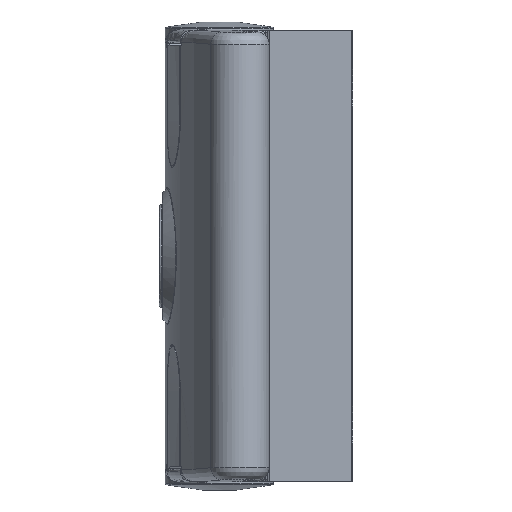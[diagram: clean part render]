
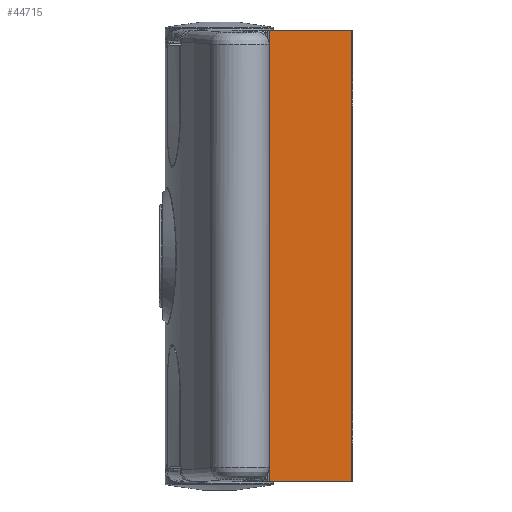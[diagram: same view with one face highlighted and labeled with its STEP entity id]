
A CAD part, left-side view. The second image highlights one B-rep face of the part: STEP entity #44715.
In plain terms, the highlighted planar face has unit normal (-1, 0, 0).
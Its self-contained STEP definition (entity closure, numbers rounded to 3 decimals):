
#355=PLANE($,#48965);
#2457=LINE($,#89721,#5584);
#2461=LINE($,#89736,#5588);
#2462=LINE($,#89738,#5589);
#2463=LINE($,#89740,#5590);
#2464=LINE($,#89742,#5591);
#2465=LINE($,#89744,#5592);
#2466=LINE($,#89745,#5593);
#2467=LINE($,#89746,#5594);
#5584=VECTOR($,#58494,13.7);
#5588=VECTOR($,#58506,13.7);
#5589=VECTOR($,#58507,6.3);
#5590=VECTOR($,#58508,7.7);
#5591=VECTOR($,#58509,62.4);
#5592=VECTOR($,#58510,7.7);
#5593=VECTOR($,#58511,6.3);
#5594=VECTOR($,#58512,75.);
#11875=FACE_OUTER_BOUND($,#14723,.T.);
#14723=EDGE_LOOP($,(#36864,#36865,#36866,#36867,#36868,#36869,#36870,#36871));
#20786=VERTEX_POINT($,#89718);
#20787=VERTEX_POINT($,#89720);
#20793=VERTEX_POINT($,#89734);
#20794=VERTEX_POINT($,#89735);
#20795=VERTEX_POINT($,#89737);
#20796=VERTEX_POINT($,#89739);
#20797=VERTEX_POINT($,#89741);
#20798=VERTEX_POINT($,#89743);
#26430=EDGE_CURVE($,#20787,#20786,#2457,.T.);
#26437=EDGE_CURVE($,#20793,#20794,#2461,.T.);
#26438=EDGE_CURVE($,#20793,#20795,#2462,.T.);
#26439=EDGE_CURVE($,#20795,#20796,#2463,.T.);
#26440=EDGE_CURVE($,#20796,#20797,#2464,.T.);
#26441=EDGE_CURVE($,#20797,#20798,#2465,.T.);
#26442=EDGE_CURVE($,#20798,#20787,#2466,.T.);
#26443=EDGE_CURVE($,#20786,#20794,#2467,.T.);
#36864=ORIENTED_EDGE($,*,*,#26437,.F.);
#36865=ORIENTED_EDGE($,*,*,#26438,.T.);
#36866=ORIENTED_EDGE($,*,*,#26439,.T.);
#36867=ORIENTED_EDGE($,*,*,#26440,.T.);
#36868=ORIENTED_EDGE($,*,*,#26441,.T.);
#36869=ORIENTED_EDGE($,*,*,#26442,.T.);
#36870=ORIENTED_EDGE($,*,*,#26430,.T.);
#36871=ORIENTED_EDGE($,*,*,#26443,.T.);
#44715=ADVANCED_FACE($,(#11875),#355,.F.);
#48965=AXIS2_PLACEMENT_3D($,#89733,#58504,#58505);
#58494=DIRECTION($,(0.,-1.,0.));
#58504=DIRECTION('center_axis',(1.,0.,0.));
#58505=DIRECTION('ref_axis',(0.,0.,-1.));
#58506=DIRECTION($,(0.,-1.,0.));
#58507=DIRECTION($,(0.,0.,-1.));
#58508=DIRECTION($,(0.,1.,0.));
#58509=DIRECTION($,(0.,0.,-1.));
#58510=DIRECTION($,(0.,-1.,0.));
#58511=DIRECTION($,(0.,0.,-1.));
#58512=DIRECTION($,(0.,0.,1.));
#89718=CARTESIAN_POINT('',(-27.5,-22.,-37.5));
#89720=CARTESIAN_POINT('',(-27.5,-8.3,-37.5));
#89721=CARTESIAN_POINT($,(-27.5,10.,-37.5));
#89733=CARTESIAN_POINT('Origin',(-27.5,10.,37.5));
#89734=CARTESIAN_POINT('',(-27.5,-8.3,37.5));
#89735=CARTESIAN_POINT('',(-27.5,-22.,37.5));
#89736=CARTESIAN_POINT($,(-27.5,10.,37.5));
#89737=CARTESIAN_POINT('',(-27.5,-8.3,31.2));
#89738=CARTESIAN_POINT($,(-27.5,-8.3,31.5));
#89739=CARTESIAN_POINT('',(-27.5,-0.6,31.2));
#89740=CARTESIAN_POINT($,(-27.5,10.,31.2));
#89741=CARTESIAN_POINT('',(-27.5,-0.6,-31.2));
#89742=CARTESIAN_POINT($,(-27.5,-0.6,-31.5));
#89743=CARTESIAN_POINT('',(-27.5,-8.3,-31.2));
#89744=CARTESIAN_POINT($,(-27.5,10.,-31.2));
#89745=CARTESIAN_POINT($,(-27.5,-8.3,-37.5));
#89746=CARTESIAN_POINT($,(-27.5,-22.,37.5));
